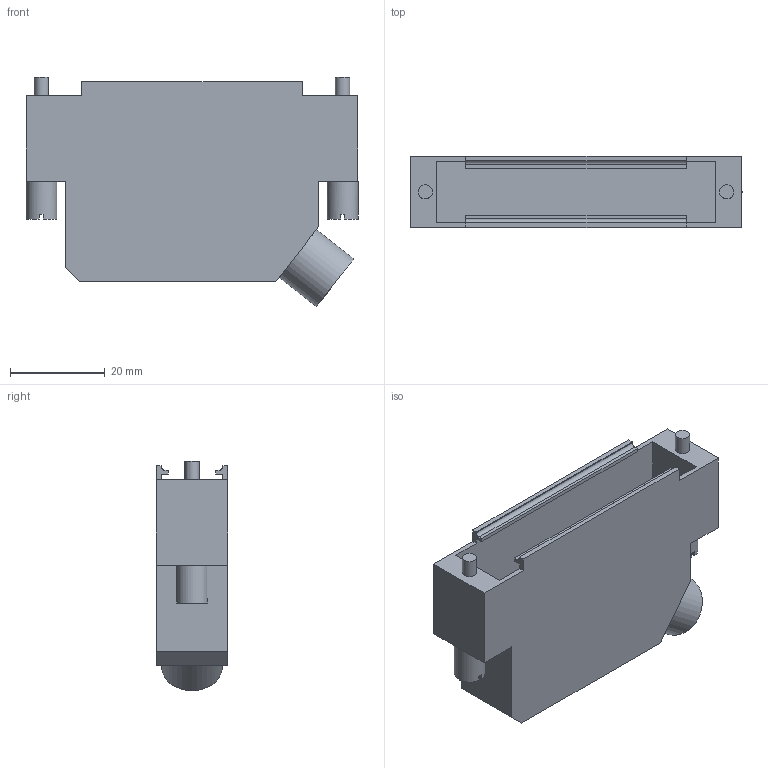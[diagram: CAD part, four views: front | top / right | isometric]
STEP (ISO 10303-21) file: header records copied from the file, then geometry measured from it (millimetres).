
FILE_DESCRIPTION(/* description */ (''),/* implementation_level */ '2;1');
FILE_NAME(/* name */ '100101701ugm000_a.stp',/* time_stamp */ '2014-03-18T14:23:57+01:00',/* author */ (''),/* organization */ (''),/* preprocessor_version */ 'ST-DEVELOPER v15',/* originating_system */ 'SIEMENS PLM Software NX 8.5',/* authorisation */ '');
FILE_SCHEMA (('AUTOMOTIVE_DESIGN { 1 0 10303 214 3 1 1 1 }'));
Length unit declared in the file: millimetre
Products named in the file (1): 100101701ugm000_a
Bounding box: 69.99 x 15 x 48.37 mm (x, y, z)
Volume: 25008.7 mm3; surface area: 11753.2 mm2
Topology: 1 solids, 1 shells, 54 faces, 158 edges, 163 vertices
Faces by surface type: plane 47, cylinder 7
Full cylindrical faces by diameter (mm): 3 x2, 6.5 x2, 12.8 x1
Entity records: 2262 total; most frequent: CARTESIAN_POINT 343, DIRECTION 291, ORIENTED_EDGE 276, EDGE_CURVE 138, LINE 129, VECTOR 129, VERTEX_POINT 94, PRESENTATION_STYLE_ASSIGNMENT 91
